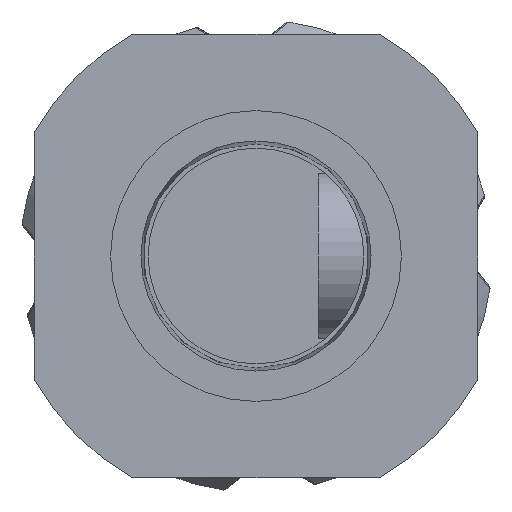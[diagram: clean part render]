
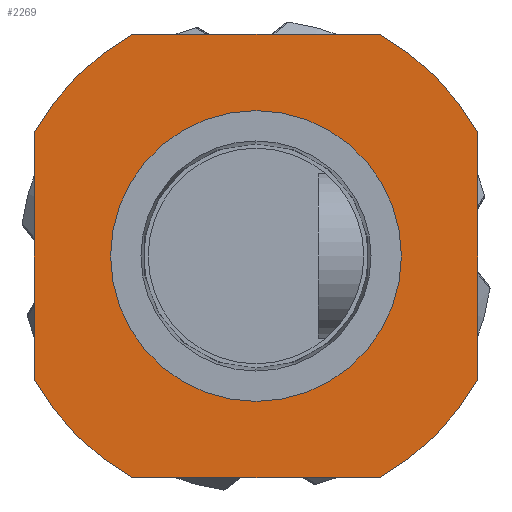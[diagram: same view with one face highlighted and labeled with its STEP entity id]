
A CAD part, front view. The second image highlights one B-rep face of the part: STEP entity #2269.
In plain terms, the highlighted planar face has unit normal (0, -1, 0).
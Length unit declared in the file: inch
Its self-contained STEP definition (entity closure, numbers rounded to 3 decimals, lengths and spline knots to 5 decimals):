
#8 = AXIS2_PLACEMENT_3D ( 'NONE', #7650, #2287, #8575 ) ;
#132 = EDGE_CURVE ( 'NONE', #6915, #9968, #5523, .T. ) ;
#390 = AXIS2_PLACEMENT_3D ( 'NONE', #3273, #9577, #4178 ) ;
#1118 = VERTEX_POINT ( 'NONE', #11198 ) ;
#1262 = FACE_OUTER_BOUND ( 'NONE', #7353, .T. ) ;
#1319 = VECTOR ( 'NONE', #6065, 39.37008 ) ;
#1374 = CIRCLE ( 'NONE', #390, 1.745 ) ;
#1496 = LINE ( 'NONE', #1628, #10798 ) ;
#1628 = CARTESIAN_POINT ( 'NONE',  ( -2.48331, -2.71445, 1.525 ) ) ;
#1732 = CARTESIAN_POINT ( 'NONE',  ( -1.63514, -2.71445, 0. ) ) ;
#2029 = DIRECTION ( 'NONE',  ( 0., 0., 1. ) ) ;
#2069 = EDGE_CURVE ( 'NONE', #5347, #7646, #4521, .T. ) ;
#2073 = CARTESIAN_POINT ( 'NONE',  ( -3.16014, -2.71445, -0.84817 ) ) ;
#2220 = CARTESIAN_POINT ( 'NONE',  ( -1.63514, -2.71445, 0. ) ) ;
#2269 = ADVANCED_FACE ( 'NONE', ( #1262, #8176 ), #3490, .F. ) ;
#2280 = CARTESIAN_POINT ( 'NONE',  ( -1.63514, -2.71445, -1. ) ) ;
#2287 = DIRECTION ( 'NONE',  ( 0., -1., 0. ) ) ;
#2291 = CARTESIAN_POINT ( 'NONE',  ( -2.48331, -2.71445, -1.525 ) ) ;
#2413 = VERTEX_POINT ( 'NONE', #10044 ) ;
#2540 = CIRCLE ( 'NONE', #5538, 1.745 ) ;
#2620 = VECTOR ( 'NONE', #11208, 39.37008 ) ;
#2655 = DIRECTION ( 'NONE',  ( 0., 0., 1. ) ) ;
#2674 = AXIS2_PLACEMENT_3D ( 'NONE', #2220, #8512, #3116 ) ;
#2897 = CIRCLE ( 'NONE', #2674, 1.745 ) ;
#3038 = DIRECTION ( 'NONE',  ( 0., 1., 0. ) ) ;
#3116 = DIRECTION ( 'NONE',  ( 0., 0., 1. ) ) ;
#3118 = EDGE_CURVE ( 'NONE', #2413, #3958, #7586, .T. ) ;
#3161 = CARTESIAN_POINT ( 'NONE',  ( -1.63514, -2.71445, 1. ) ) ;
#3221 = EDGE_CURVE ( 'NONE', #7646, #6280, #2540, .T. ) ;
#3273 = CARTESIAN_POINT ( 'NONE',  ( -1.63514, -2.71445, 0. ) ) ;
#3490 = PLANE ( 'NONE',  #4032 ) ;
#3708 = ORIENTED_EDGE ( 'NONE', *, *, #2069, .F. ) ;
#3848 = DIRECTION ( 'NONE',  ( 0., -1., 0. ) ) ;
#3958 = VERTEX_POINT ( 'NONE', #5352 ) ;
#4032 = AXIS2_PLACEMENT_3D ( 'NONE', #10692, #5306, #11598 ) ;
#4178 = DIRECTION ( 'NONE',  ( 0., 0., 1. ) ) ;
#4181 = EDGE_CURVE ( 'NONE', #7193, #5347, #1374, .T. ) ;
#4521 = LINE ( 'NONE', #2073, #4800 ) ;
#4548 = CARTESIAN_POINT ( 'NONE',  ( -2.48331, -2.71445, -1.525 ) ) ;
#4715 = LINE ( 'NONE', #2291, #2620 ) ;
#4800 = VECTOR ( 'NONE', #2029, 39.37008 ) ;
#5186 = ORIENTED_EDGE ( 'NONE', *, *, #5301, .F. ) ;
#5301 = EDGE_CURVE ( 'NONE', #6280, #6207, #1496, .T. ) ;
#5306 = DIRECTION ( 'NONE',  ( 0., 1., 0. ) ) ;
#5347 = VERTEX_POINT ( 'NONE', #10733 ) ;
#5352 = CARTESIAN_POINT ( 'NONE',  ( -0.78696, -2.71445, -1.525 ) ) ;
#5523 = CIRCLE ( 'NONE', #8, 1. ) ;
#5538 = AXIS2_PLACEMENT_3D ( 'NONE', #8417, #3038, #9326 ) ;
#5619 = CARTESIAN_POINT ( 'NONE',  ( -2.48331, -2.71445, 1.525 ) ) ;
#6065 = DIRECTION ( 'NONE',  ( 0., 0., -1. ) ) ;
#6118 = LINE ( 'NONE', #9705, #1319 ) ;
#6207 = VERTEX_POINT ( 'NONE', #9788 ) ;
#6280 = VERTEX_POINT ( 'NONE', #5619 ) ;
#6570 = ORIENTED_EDGE ( 'NONE', *, *, #3118, .F. ) ;
#6676 = ORIENTED_EDGE ( 'NONE', *, *, #9679, .F. ) ;
#6679 = ORIENTED_EDGE ( 'NONE', *, *, #4181, .F. ) ;
#6915 = VERTEX_POINT ( 'NONE', #2280 ) ;
#7193 = VERTEX_POINT ( 'NONE', #4548 ) ;
#7353 = EDGE_LOOP ( 'NONE', ( #10954, #3708, #6679, #10882, #6570, #6676, #9387, #5186 ) ) ;
#7586 = CIRCLE ( 'NONE', #11200, 1.745 ) ;
#7646 = VERTEX_POINT ( 'NONE', #11636 ) ;
#7650 = CARTESIAN_POINT ( 'NONE',  ( -1.63514, -2.71445, 0. ) ) ;
#7943 = EDGE_CURVE ( 'NONE', #6207, #1118, #2897, .T. ) ;
#7989 = EDGE_CURVE ( 'NONE', #3958, #7193, #4715, .T. ) ;
#8020 = DIRECTION ( 'NONE',  ( 0., 1., 0. ) ) ;
#8176 = FACE_BOUND ( 'NONE', #8562, .T. ) ;
#8417 = CARTESIAN_POINT ( 'NONE',  ( -1.63514, -2.71445, 0. ) ) ;
#8512 = DIRECTION ( 'NONE',  ( 0., 1., 0. ) ) ;
#8562 = EDGE_LOOP ( 'NONE', ( #9474, #9725 ) ) ;
#8575 = DIRECTION ( 'NONE',  ( 0., 0., 1. ) ) ;
#8851 = DIRECTION ( 'NONE',  ( 1., 0., 0. ) ) ;
#9010 = AXIS2_PLACEMENT_3D ( 'NONE', #9244, #3848, #10155 ) ;
#9093 = EDGE_CURVE ( 'NONE', #9968, #6915, #9522, .T. ) ;
#9244 = CARTESIAN_POINT ( 'NONE',  ( -1.63514, -2.71445, 0. ) ) ;
#9326 = DIRECTION ( 'NONE',  ( 0., 0., 1. ) ) ;
#9387 = ORIENTED_EDGE ( 'NONE', *, *, #7943, .F. ) ;
#9474 = ORIENTED_EDGE ( 'NONE', *, *, #9093, .F. ) ;
#9522 = CIRCLE ( 'NONE', #9010, 1. ) ;
#9577 = DIRECTION ( 'NONE',  ( 0., 1., 0. ) ) ;
#9679 = EDGE_CURVE ( 'NONE', #1118, #2413, #6118, .T. ) ;
#9705 = CARTESIAN_POINT ( 'NONE',  ( -0.11014, -2.71445, -0.84817 ) ) ;
#9725 = ORIENTED_EDGE ( 'NONE', *, *, #132, .F. ) ;
#9788 = CARTESIAN_POINT ( 'NONE',  ( -0.78696, -2.71445, 1.525 ) ) ;
#9968 = VERTEX_POINT ( 'NONE', #3161 ) ;
#10044 = CARTESIAN_POINT ( 'NONE',  ( -0.11014, -2.71445, -0.84817 ) ) ;
#10155 = DIRECTION ( 'NONE',  ( 0., 0., 1. ) ) ;
#10692 = CARTESIAN_POINT ( 'NONE',  ( -1.63514, -2.71445, 0. ) ) ;
#10733 = CARTESIAN_POINT ( 'NONE',  ( -3.16014, -2.71445, -0.84817 ) ) ;
#10798 = VECTOR ( 'NONE', #8851, 39.37008 ) ;
#10882 = ORIENTED_EDGE ( 'NONE', *, *, #7989, .F. ) ;
#10954 = ORIENTED_EDGE ( 'NONE', *, *, #3221, .F. ) ;
#11198 = CARTESIAN_POINT ( 'NONE',  ( -0.11014, -2.71445, 0.84817 ) ) ;
#11200 = AXIS2_PLACEMENT_3D ( 'NONE', #1732, #8020, #2655 ) ;
#11208 = DIRECTION ( 'NONE',  ( -1., 0., 0. ) ) ;
#11598 = DIRECTION ( 'NONE',  ( 0., 0., 1. ) ) ;
#11636 = CARTESIAN_POINT ( 'NONE',  ( -3.16014, -2.71445, 0.84817 ) ) ;
